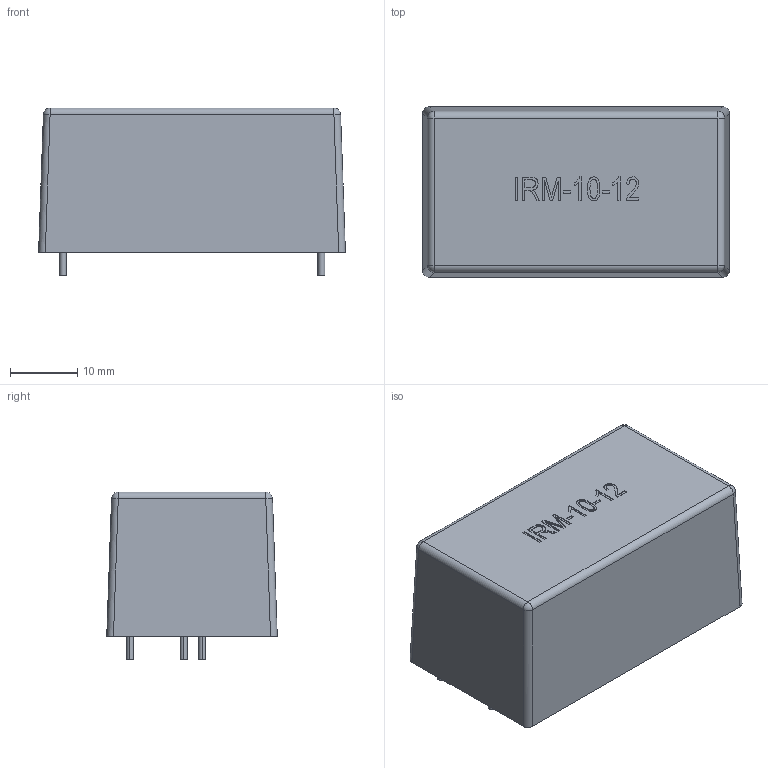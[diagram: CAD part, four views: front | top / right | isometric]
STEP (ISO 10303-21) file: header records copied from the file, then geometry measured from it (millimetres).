
FILE_DESCRIPTION(('FreeCAD Model'),'2;1');
FILE_NAME('IRM_10_cp.step', '2020-07-29T12:00:27',('kicad StepUp'),('ksu MCAD'), 'Open CASCADE STEP processor 7.3','FreeCAD','Unknown');
FILE_SCHEMA(('AUTOMOTIVE_DESIGN { 1 0 10303 214 1 1 1 1 }'));
Length unit declared in the file: millimetre
Products named in the file (1): IRM_10_cp
Bounding box: 45.7 x 25.4 x 25 mm (x, y, z)
Volume: 23790.4 mm3; surface area: 5183.1 mm2
Topology: 5 solids, 5 shells, 125 faces, 300 edges, 196 vertices
Faces by surface type: plane 76, bspline 29, cylinder 16, sphere 4
Entity records: 5986 total; most frequent: CARTESIAN_POINT 2375, ORIENTED_EDGE 600, DIRECTION 460, EDGE_CURVE 300, LINE 210, VECTOR 210, VERTEX_POINT 196, FACE_BOUND 136
